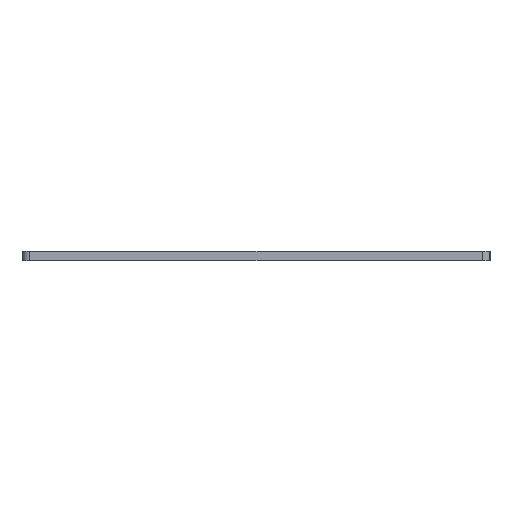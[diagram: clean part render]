
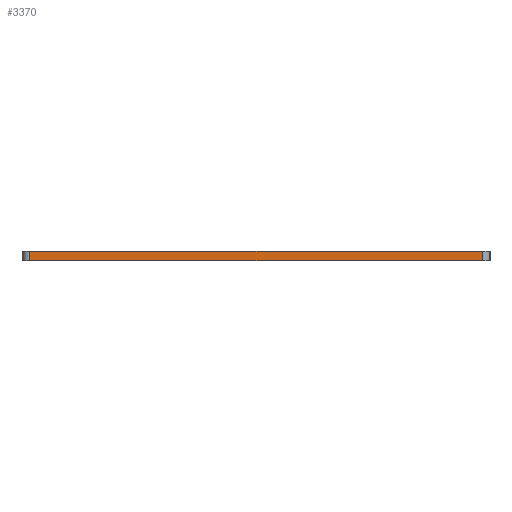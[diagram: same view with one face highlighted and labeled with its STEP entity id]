
A CAD part, left-side view. The second image highlights one B-rep face of the part: STEP entity #3370.
In plain terms, the highlighted planar face has unit normal (-1, 0, 0).
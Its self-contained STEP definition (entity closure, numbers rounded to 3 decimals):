
#3331=CARTESIAN_POINT('',(0.,-38.1,13.9));
#3332=DIRECTION('',(-1.,0.,0.));
#3333=DIRECTION('',(0.,0.,1.));
#3334=AXIS2_PLACEMENT_3D('',#3331,#3332,#3333);
#3335=PLANE('',#3334);
#3336=CARTESIAN_POINT('',(0.,-74.95,13.9));
#3337=VERTEX_POINT('',#3336);
#3338=CARTESIAN_POINT('',(0.,-1.25,13.9));
#3339=VERTEX_POINT('',#3338);
#3340=CARTESIAN_POINT('',(0.,-74.95,13.9));
#3341=DIRECTION('',(0.,1.,0.));
#3342=VECTOR('',#3341,73.7);
#3343=LINE('',#3340,#3342);
#3344=EDGE_CURVE('',#3337,#3339,#3343,.T.);
#3345=ORIENTED_EDGE('',*,*,#3344,.T.);
#3346=CARTESIAN_POINT('',(0.,-1.25,12.4));
#3347=VERTEX_POINT('',#3346);
#3348=CARTESIAN_POINT('',(0.,-1.25,13.9));
#3349=DIRECTION('',(0.,0.,-1.));
#3350=VECTOR('',#3349,1.5);
#3351=LINE('',#3348,#3350);
#3352=EDGE_CURVE('',#3339,#3347,#3351,.T.);
#3353=ORIENTED_EDGE('',*,*,#3352,.T.);
#3354=CARTESIAN_POINT('',(0.,-74.95,12.4));
#3355=VERTEX_POINT('',#3354);
#3356=CARTESIAN_POINT('',(0.,-74.95,12.4));
#3357=DIRECTION('',(0.,1.,0.));
#3358=VECTOR('',#3357,73.7);
#3359=LINE('',#3356,#3358);
#3360=EDGE_CURVE('',#3355,#3347,#3359,.T.);
#3361=ORIENTED_EDGE('',*,*,#3360,.F.);
#3362=CARTESIAN_POINT('',(0.,-74.95,12.4));
#3363=DIRECTION('',(-0.,-0.,1.));
#3364=VECTOR('',#3363,1.5);
#3365=LINE('',#3362,#3364);
#3366=EDGE_CURVE('',#3355,#3337,#3365,.T.);
#3367=ORIENTED_EDGE('',*,*,#3366,.T.);
#3368=EDGE_LOOP('',(#3345,#3353,#3361,#3367));
#3369=FACE_BOUND('',#3368,.T.);
#3370=ADVANCED_FACE('',(#3369),#3335,.T.);
